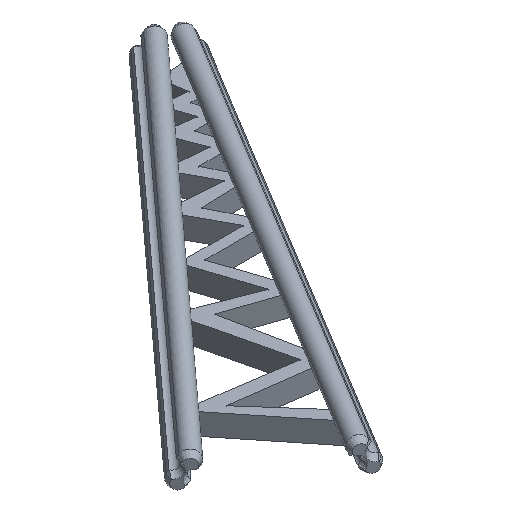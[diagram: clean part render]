
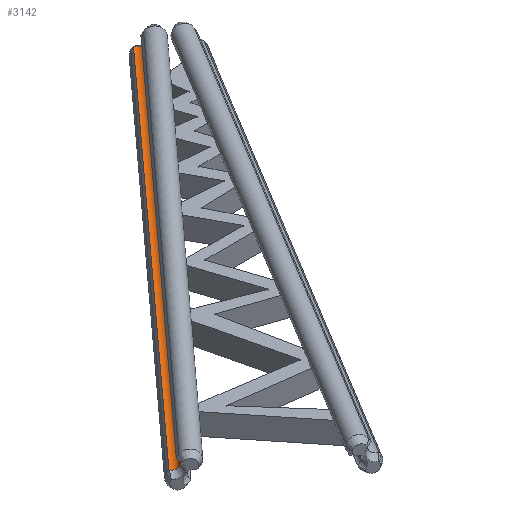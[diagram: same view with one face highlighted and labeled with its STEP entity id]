
A CAD part, isometric view. The second image highlights one B-rep face of the part: STEP entity #3142.
In plain terms, the highlighted cylindrical face has radius 3.25 mm (diameter 6.5 mm), a partial arc.
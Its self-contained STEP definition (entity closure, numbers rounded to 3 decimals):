
#62=CIRCLE('',#3433,3.25);
#69=CIRCLE('',#3452,3.25);
#96=CYLINDRICAL_SURFACE('',#3451,3.25);
#278=FACE_OUTER_BOUND('',#426,.T.);
#426=EDGE_LOOP('',(#2857,#2858,#2859,#2860));
#718=LINE('',#5325,#1013);
#721=LINE('',#5340,#1016);
#1013=VECTOR('',#4287,10.);
#1016=VECTOR('',#4304,10.);
#1428=VERTEX_POINT('',#5284);
#1429=VERTEX_POINT('',#5288);
#1438=VERTEX_POINT('',#5323);
#1440=VERTEX_POINT('',#5339);
#1891=EDGE_CURVE('',#1428,#1429,#62,.T.);
#1908=EDGE_CURVE('',#1428,#1438,#718,.T.);
#1914=EDGE_CURVE('',#1429,#1440,#721,.T.);
#1916=EDGE_CURVE('',#1440,#1438,#69,.T.);
#2857=ORIENTED_EDGE('',*,*,#1891,.F.);
#2858=ORIENTED_EDGE('',*,*,#1908,.T.);
#2859=ORIENTED_EDGE('',*,*,#1916,.F.);
#2860=ORIENTED_EDGE('',*,*,#1914,.F.);
#3142=ADVANCED_FACE('',(#278),#96,.F.);
#3433=AXIS2_PLACEMENT_3D('',#5289,#4255,#4256);
#3451=AXIS2_PLACEMENT_3D('',#5342,#4306,#4307);
#3452=AXIS2_PLACEMENT_3D('',#5343,#4308,#4309);
#4255=DIRECTION('center_axis',(0.,1.,0.));
#4256=DIRECTION('ref_axis',(1.,0.,0.));
#4287=DIRECTION('',(0.,1.,0.));
#4304=DIRECTION('',(0.,1.,0.));
#4306=DIRECTION('center_axis',(0.,1.,0.));
#4307=DIRECTION('ref_axis',(1.,0.,0.));
#4308=DIRECTION('center_axis',(0.,-1.,0.));
#4309=DIRECTION('ref_axis',(1.,0.,0.));
#5284=CARTESIAN_POINT('',(4.705,4.795,-1.217));
#5288=CARTESIAN_POINT('',(11.205,4.795,-1.217));
#5289=CARTESIAN_POINT('Origin',(7.955,4.795,-1.217));
#5323=CARTESIAN_POINT('',(4.705,321.795,-1.217));
#5325=CARTESIAN_POINT('',(4.705,0.795,-1.217));
#5339=CARTESIAN_POINT('',(11.205,321.795,-1.217));
#5340=CARTESIAN_POINT('',(11.205,0.795,-1.217));
#5342=CARTESIAN_POINT('Origin',(7.955,0.795,-1.217));
#5343=CARTESIAN_POINT('Origin',(7.955,321.795,-1.217));
